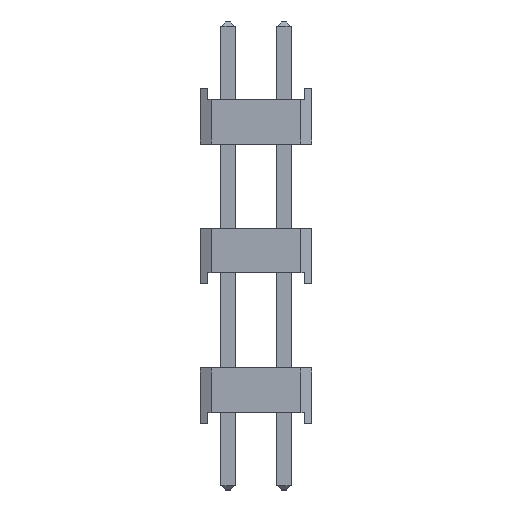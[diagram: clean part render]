
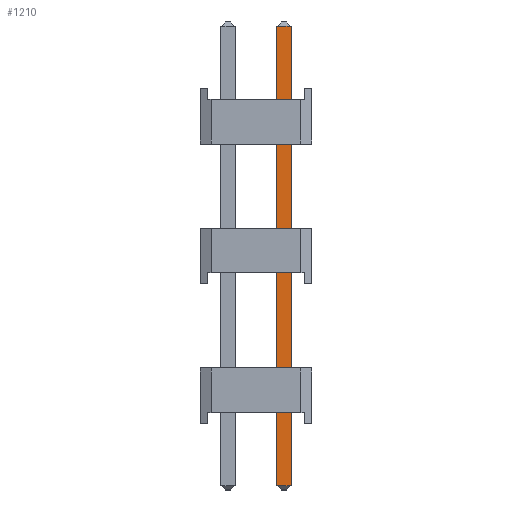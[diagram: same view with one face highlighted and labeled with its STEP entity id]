
A CAD part, left-side view. The second image highlights one B-rep face of the part: STEP entity #1210.
In plain terms, the highlighted planar face has unit normal (-1, 0, 0).
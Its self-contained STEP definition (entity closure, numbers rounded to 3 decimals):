
#1210 = ADVANCED_FACE( '', ( #2777 ), #2778, .F. );
#2777 = FACE_OUTER_BOUND( '', #4829, .T. );
#2778 = PLANE( '', #4830 );
#4829 = EDGE_LOOP( '', ( #8531, #8532, #8533, #8534 ) );
#4830 = AXIS2_PLACEMENT_3D( '', #8535, #8536, #8537 );
#8531 = ORIENTED_EDGE( '', *, *, #13355, .T. );
#8532 = ORIENTED_EDGE( '', *, *, #12692, .T. );
#8533 = ORIENTED_EDGE( '', *, *, #12350, .F. );
#8534 = ORIENTED_EDGE( '', *, *, #12001, .T. );
#8535 = CARTESIAN_POINT( '', ( -0.32, -0.32, 10.62 ) );
#8536 = DIRECTION( '', ( 1., 0., 0. ) );
#8537 = DIRECTION( '', ( 0., 0., -1. ) );
#12001 = EDGE_CURVE( '', #14383, #14333, #14387, .T. );
#12350 = EDGE_CURVE( '', #14383, #15005, #15006, .T. );
#12692 = EDGE_CURVE( '', #15584, #15005, #15585, .T. );
#13355 = EDGE_CURVE( '', #14333, #15584, #16634, .T. );
#14333 = VERTEX_POINT( '', #17866 );
#14383 = VERTEX_POINT( '', #17939 );
#14387 = LINE( '', #17945, #17946 );
#15005 = VERTEX_POINT( '', #18845 );
#15006 = LINE( '', #18846, #18847 );
#15584 = VERTEX_POINT( '', #19697 );
#15585 = LINE( '', #19698, #19699 );
#16634 = LINE( '', #21261, #21262 );
#17866 = CARTESIAN_POINT( '', ( -0.32, 0.32, 10.42 ) );
#17939 = CARTESIAN_POINT( '', ( -0.32, -0.32, 10.42 ) );
#17945 = CARTESIAN_POINT( '', ( -0.32, -0.32, 10.42 ) );
#17946 = VECTOR( '', #23168, 1000. );
#18845 = CARTESIAN_POINT( '', ( -0.32, -0.32, -10.42 ) );
#18846 = CARTESIAN_POINT( '', ( -0.32, -0.32, 10.62 ) );
#18847 = VECTOR( '', #23450, 1000. );
#19697 = CARTESIAN_POINT( '', ( -0.32, 0.32, -10.42 ) );
#19698 = CARTESIAN_POINT( '', ( -0.32, -0.32, -10.42 ) );
#19699 = VECTOR( '', #23723, 1000. );
#21261 = CARTESIAN_POINT( '', ( -0.32, 0.32, 10.62 ) );
#21262 = VECTOR( '', #24237, 1000. );
#23168 = DIRECTION( '', ( 0., 1., 0. ) );
#23450 = DIRECTION( '', ( 0., 0., -1. ) );
#23723 = DIRECTION( '', ( 0., -1., 0. ) );
#24237 = DIRECTION( '', ( 0., 0., -1. ) );
